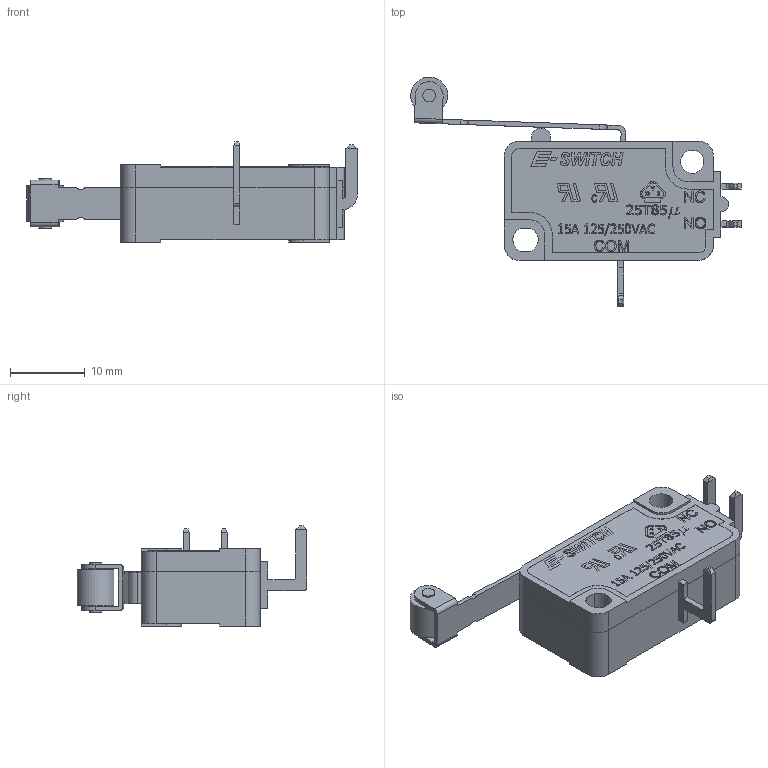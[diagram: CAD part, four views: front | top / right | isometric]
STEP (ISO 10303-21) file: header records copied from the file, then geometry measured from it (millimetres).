
FILE_DESCRIPTION(/* description */ (''),/* implementation_level */ '2;1');
FILE_NAME(/* name */ 'LS0851506FxxxV2A.stp',/* time_stamp */ '2025-05-23T09:07:20-05:00',/* author */ ('mroman'),/* organization */ (''),/* preprocessor_version */ 'ST-DEVELOPER v18.1',/* originating_system */ 'Autodesk Inventor 2022',/* authorisation */ '');
FILE_SCHEMA (('AUTOMOTIVE_DESIGN { 1 0 10303 214 3 1 1 }'));
Length unit declared in the file: centimetre
Products named in the file (1): LS0851506FxxxV2A
Bounding box: 44.06 x 30.64 x 13.35 mm (x, y, z)
Volume: 4460.5 mm3; surface area: 2779.3 mm2
Topology: 1 solids, 1 shells, 827 faces, 2255 edges, 1481 vertices
Faces by surface type: plane 548, bspline 207, cylinder 72
Full cylindrical faces by diameter (mm): 1.4 x2, 1.7 x2, 3.1 x2, 4.92 x1
Entity records: 28347 total; most frequent: CARTESIAN_POINT 8688, ORIENTED_EDGE 4510, DIRECTION 3219, EDGE_CURVE 2255, LINE 1705, VECTOR 1705, VERTEX_POINT 1481, EDGE_LOOP 892
